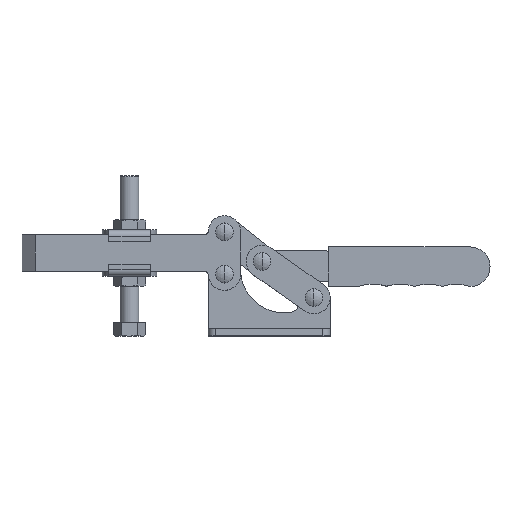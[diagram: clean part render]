
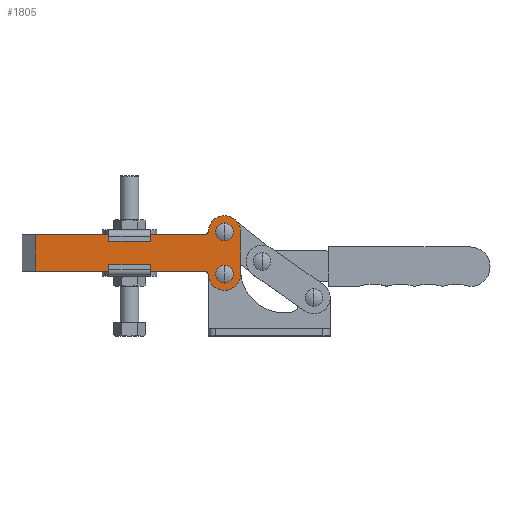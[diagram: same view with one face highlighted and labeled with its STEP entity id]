
A CAD part, top view. The second image highlights one B-rep face of the part: STEP entity #1805.
In plain terms, the highlighted planar face has unit normal (0, 0, 1).
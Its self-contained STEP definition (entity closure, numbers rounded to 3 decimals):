
#1 = ORIENTED_EDGE ( 'NONE', *, *, #1900, .T. ) ;
#157 = CARTESIAN_POINT ( 'NONE',  ( -85.961, 44.15, 11.35 ) ) ;
#540 = CARTESIAN_POINT ( 'NONE',  ( -72., 71.1, 11.35 ) ) ;
#573 = CARTESIAN_POINT ( 'NONE',  ( -85.961, 41.15, 11.35 ) ) ;
#609 = DIRECTION ( 'NONE',  ( 0., 0., -1. ) ) ;
#643 = DIRECTION ( 'NONE',  ( 1., 0., 0. ) ) ;
#701 = CARTESIAN_POINT ( 'NONE',  ( -82.969, 71.925, 11.35 ) ) ;
#747 = EDGE_CURVE ( 'NONE', #6648, #2445, #1614, .T. ) ;
#790 = DIRECTION ( 'NONE',  ( 0., 1., 0. ) ) ;
#849 = AXIS2_PLACEMENT_3D ( 'NONE', #573, #609, #643 ) ;
#919 = VECTOR ( 'NONE', #7579, 1000. ) ;
#928 = ORIENTED_EDGE ( 'NONE', *, *, #4750, .F. ) ;
#931 = VERTEX_POINT ( 'NONE', #9513 ) ;
#1096 = LINE ( 'NONE', #7353, #8475 ) ;
#1108 = AXIS2_PLACEMENT_3D ( 'NONE', #1176, #9122, #7605 ) ;
#1176 = CARTESIAN_POINT ( 'NONE',  ( -72., 42.2, 11.35 ) ) ;
#1289 = DIRECTION ( 'NONE',  ( 0., 1., 0. ) ) ;
#1311 = CARTESIAN_POINT ( 'NONE',  ( -85.961, 69.15, 11.35 ) ) ;
#1572 = EDGE_CURVE ( 'NONE', #7982, #4084, #1096, .T. ) ;
#1578 = DIRECTION ( 'NONE',  ( 0., 0., 1. ) ) ;
#1614 = CIRCLE ( 'NONE', #6112, 6.03 ) ;
#1727 = DIRECTION ( 'NONE',  ( 1., 0., 0. ) ) ;
#1805 = ADVANCED_FACE ( 'NONE', ( #6912, #8555, #4028 ), #4836, .F. ) ;
#1810 = DIRECTION ( 'NONE',  ( 0., 1., 0. ) ) ;
#1872 = CARTESIAN_POINT ( 'NONE',  ( -72., 36.17, 11.35 ) ) ;
#1900 = EDGE_CURVE ( 'NONE', #3929, #7982, #1988, .T. ) ;
#1903 = VERTEX_POINT ( 'NONE', #9044 ) ;
#1963 = CIRCLE ( 'NONE', #7284, 6.03 ) ;
#1988 = CIRCLE ( 'NONE', #3535, 3. ) ;
#1994 = VERTEX_POINT ( 'NONE', #1872 ) ;
#2017 = CARTESIAN_POINT ( 'NONE',  ( -201.017, 44.15, 11.35 ) ) ;
#2121 = EDGE_LOOP ( 'NONE', ( #7769, #7748, #5994, #8519, #4623, #3003, #9178, #1 ) ) ;
#2189 = EDGE_CURVE ( 'NONE', #5721, #931, #3096, .T. ) ;
#2205 = LINE ( 'NONE', #4356, #6087 ) ;
#2352 = CARTESIAN_POINT ( 'NONE',  ( -61., 42.2, 11.35 ) ) ;
#2445 = VERTEX_POINT ( 'NONE', #4109 ) ;
#2541 = DIRECTION ( 'NONE',  ( 0., 0., -1. ) ) ;
#2578 = VECTOR ( 'NONE', #1810, 1000. ) ;
#2636 = CARTESIAN_POINT ( 'NONE',  ( -85.961, 72.15, 11.35 ) ) ;
#2724 = AXIS2_PLACEMENT_3D ( 'NONE', #7678, #9194, #4363 ) ;
#2730 = DIRECTION ( 'NONE',  ( 0., 1., 0. ) ) ;
#2755 = EDGE_CURVE ( 'NONE', #931, #3185, #3443, .T. ) ;
#2907 = CARTESIAN_POINT ( 'NONE',  ( -201.017, 44.15, 11.35 ) ) ;
#3003 = ORIENTED_EDGE ( 'NONE', *, *, #6436, .T. ) ;
#3066 = CARTESIAN_POINT ( 'NONE',  ( -72., 42.2, 11.35 ) ) ;
#3096 = LINE ( 'NONE', #157, #919 ) ;
#3185 = VERTEX_POINT ( 'NONE', #7667 ) ;
#3314 = EDGE_CURVE ( 'NONE', #1903, #3929, #8359, .T. ) ;
#3443 = CIRCLE ( 'NONE', #849, 3. ) ;
#3535 = AXIS2_PLACEMENT_3D ( 'NONE', #2636, #2541, #3918 ) ;
#3918 = DIRECTION ( 'NONE',  ( 1., 0., 0. ) ) ;
#3921 = DIRECTION ( 'NONE',  ( 0., 0., 1. ) ) ;
#3929 = VERTEX_POINT ( 'NONE', #701 ) ;
#4028 = FACE_OUTER_BOUND ( 'NONE', #2121, .T. ) ;
#4084 = VERTEX_POINT ( 'NONE', #8218 ) ;
#4109 = CARTESIAN_POINT ( 'NONE',  ( -72., 77.13, 11.35 ) ) ;
#4113 = DIRECTION ( 'NONE',  ( 0., 0., -1. ) ) ;
#4356 = CARTESIAN_POINT ( 'NONE',  ( -61., 71.1, 11.35 ) ) ;
#4363 = DIRECTION ( 'NONE',  ( 0., 1., 0. ) ) ;
#4623 = ORIENTED_EDGE ( 'NONE', *, *, #7406, .T. ) ;
#4750 = EDGE_CURVE ( 'NONE', #2445, #6648, #6717, .T. ) ;
#4836 = PLANE ( 'NONE',  #9168 ) ;
#5103 = DIRECTION ( 'NONE',  ( -1., 0., 0. ) ) ;
#5417 = CARTESIAN_POINT ( 'NONE',  ( -72., 65.07, 11.35 ) ) ;
#5577 = CARTESIAN_POINT ( 'NONE',  ( -85.961, 41.15, 11.35 ) ) ;
#5657 = DIRECTION ( 'NONE',  ( 0., 0., 1. ) ) ;
#5721 = VERTEX_POINT ( 'NONE', #2907 ) ;
#5802 = CIRCLE ( 'NONE', #9304, 6.03 ) ;
#5881 = AXIS2_PLACEMENT_3D ( 'NONE', #6103, #3921, #1727 ) ;
#5896 = ORIENTED_EDGE ( 'NONE', *, *, #7726, .F. ) ;
#5994 = ORIENTED_EDGE ( 'NONE', *, *, #2189, .T. ) ;
#6087 = VECTOR ( 'NONE', #790, 1000. ) ;
#6103 = CARTESIAN_POINT ( 'NONE',  ( -72., 71.1, 11.35 ) ) ;
#6112 = AXIS2_PLACEMENT_3D ( 'NONE', #540, #5657, #1289 ) ;
#6436 = EDGE_CURVE ( 'NONE', #9222, #1903, #2205, .T. ) ;
#6493 = ORIENTED_EDGE ( 'NONE', *, *, #747, .F. ) ;
#6648 = VERTEX_POINT ( 'NONE', #5417 ) ;
#6717 = CIRCLE ( 'NONE', #2724, 6.03 ) ;
#6801 = EDGE_CURVE ( 'NONE', #8265, #1994, #1963, .T. ) ;
#6912 = FACE_BOUND ( 'NONE', #7461, .T. ) ;
#7120 = ORIENTED_EDGE ( 'NONE', *, *, #6801, .F. ) ;
#7284 = AXIS2_PLACEMENT_3D ( 'NONE', #9084, #1578, #8421 ) ;
#7353 = CARTESIAN_POINT ( 'NONE',  ( -85.961, 69.15, 11.35 ) ) ;
#7406 = EDGE_CURVE ( 'NONE', #3185, #9222, #8040, .T. ) ;
#7461 = EDGE_LOOP ( 'NONE', ( #7120, #5896 ) ) ;
#7579 = DIRECTION ( 'NONE',  ( 1., 0., 0. ) ) ;
#7605 = DIRECTION ( 'NONE',  ( 1., 0., 0. ) ) ;
#7667 = CARTESIAN_POINT ( 'NONE',  ( -82.969, 41.375, 11.35 ) ) ;
#7678 = CARTESIAN_POINT ( 'NONE',  ( -72., 71.1, 11.35 ) ) ;
#7726 = EDGE_CURVE ( 'NONE', #1994, #8265, #5802, .T. ) ;
#7748 = ORIENTED_EDGE ( 'NONE', *, *, #9181, .F. ) ;
#7769 = ORIENTED_EDGE ( 'NONE', *, *, #1572, .T. ) ;
#7982 = VERTEX_POINT ( 'NONE', #1311 ) ;
#8040 = CIRCLE ( 'NONE', #1108, 11. ) ;
#8218 = CARTESIAN_POINT ( 'NONE',  ( -201.017, 69.15, 11.35 ) ) ;
#8226 = LINE ( 'NONE', #2017, #2578 ) ;
#8265 = VERTEX_POINT ( 'NONE', #9108 ) ;
#8289 = DIRECTION ( 'NONE',  ( 0., 0., 1. ) ) ;
#8359 = CIRCLE ( 'NONE', #5881, 11. ) ;
#8421 = DIRECTION ( 'NONE',  ( 0., 1., 0. ) ) ;
#8475 = VECTOR ( 'NONE', #5103, 1000. ) ;
#8519 = ORIENTED_EDGE ( 'NONE', *, *, #2755, .T. ) ;
#8542 = DIRECTION ( 'NONE',  ( 1., 0., 0. ) ) ;
#8555 = FACE_BOUND ( 'NONE', #9374, .T. ) ;
#9044 = CARTESIAN_POINT ( 'NONE',  ( -61., 71.1, 11.35 ) ) ;
#9084 = CARTESIAN_POINT ( 'NONE',  ( -72., 42.2, 11.35 ) ) ;
#9108 = CARTESIAN_POINT ( 'NONE',  ( -72., 48.23, 11.35 ) ) ;
#9122 = DIRECTION ( 'NONE',  ( 0., 0., 1. ) ) ;
#9168 = AXIS2_PLACEMENT_3D ( 'NONE', #5577, #4113, #8542 ) ;
#9178 = ORIENTED_EDGE ( 'NONE', *, *, #3314, .T. ) ;
#9181 = EDGE_CURVE ( 'NONE', #5721, #4084, #8226, .T. ) ;
#9194 = DIRECTION ( 'NONE',  ( 0., 0., 1. ) ) ;
#9222 = VERTEX_POINT ( 'NONE', #2352 ) ;
#9304 = AXIS2_PLACEMENT_3D ( 'NONE', #3066, #8289, #2730 ) ;
#9374 = EDGE_LOOP ( 'NONE', ( #928, #6493 ) ) ;
#9513 = CARTESIAN_POINT ( 'NONE',  ( -85.961, 44.15, 11.35 ) ) ;
